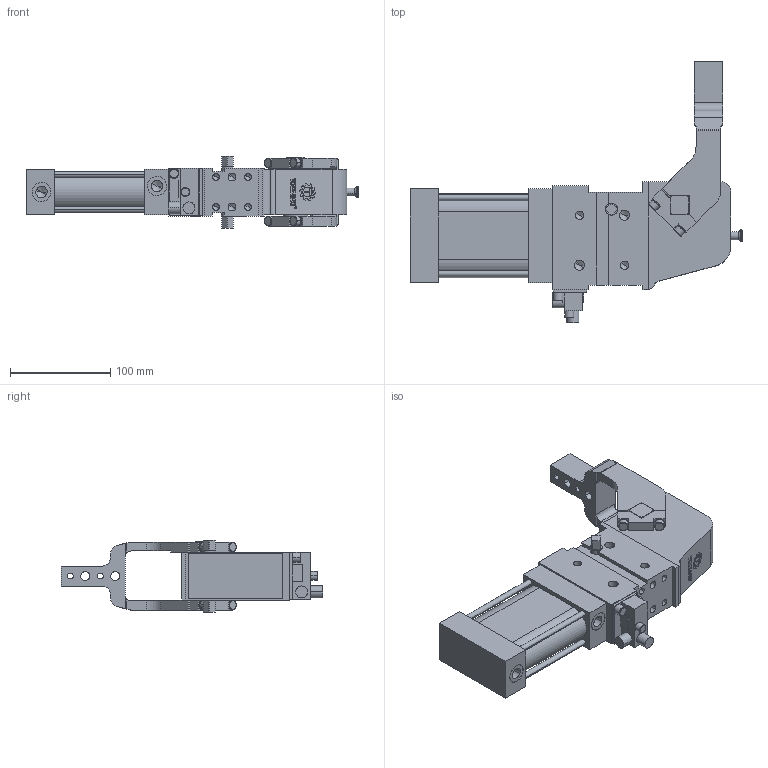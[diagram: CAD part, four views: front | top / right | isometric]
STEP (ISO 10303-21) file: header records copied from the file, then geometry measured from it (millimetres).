
FILE_DESCRIPTION(('CATIA V5 STEP Exchange'),'2;1');
FILE_NAME('V_50_1_BR2_Z_A10_T12_TUENKERS.stp','2016-02-22T10:10:25+00:00',('none'),('none'),'CATIA Version 5 Release 19 SP 9 (IN-10)','CATIA V5 STEP AP214','none');
FILE_SCHEMA(('AUTOMOTIVE_DESIGN { 1 0 10303 214 1 1 1 1 }'));
Length unit declared in the file: millimetre
Products named in the file (1): V_50_1_BR2_Z_A10_T12_TUENKERS
Bounding box: 332 x 261.5 x 72 mm (x, y, z)
Volume: 1397040 mm3; surface area: 155839.1 mm2
Topology: 2 solids, 6 shells, 604 faces, 1562 edges, 980 vertices
Faces by surface type: plane 314, cylinder 191, cone 76, torus 18, extrusion 5
Entity records: 18553 total; most frequent: CARTESIAN_POINT 3157, ORIENTED_EDGE 3020, DIRECTION 2193, EDGE_CURVE 1510, VECTOR 985, LINE 980, VERTEX_POINT 980, AXIS2_PLACEMENT_3D 841
